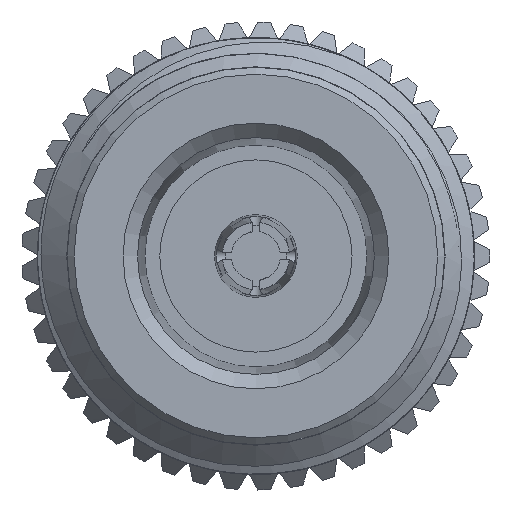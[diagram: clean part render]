
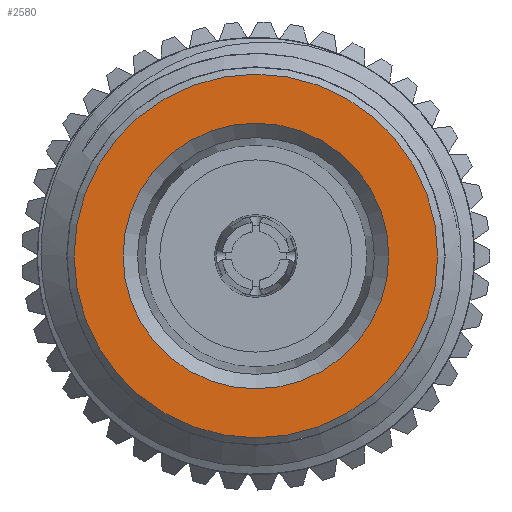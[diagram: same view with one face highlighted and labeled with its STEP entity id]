
A CAD part, left-side view. The second image highlights one B-rep face of the part: STEP entity #2580.
In plain terms, the highlighted planar face has unit normal (-1, 0, 0).
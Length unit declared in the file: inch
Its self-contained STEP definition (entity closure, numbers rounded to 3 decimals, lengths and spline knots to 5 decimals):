
#26 = DIRECTION ( 'NONE',  ( -1., 0., 0. ) ) ;
#135 = EDGE_LOOP ( 'NONE', ( #5036 ) ) ;
#156 = DIRECTION ( 'NONE',  ( 0., 0., 1. ) ) ;
#272 = CARTESIAN_POINT ( 'NONE',  ( 0., 0., 0. ) ) ;
#474 = CIRCLE ( 'NONE', #5328, 0.26 ) ;
#956 = EDGE_CURVE ( 'NONE', #3120, #3120, #474, .T. ) ;
#1270 = CARTESIAN_POINT ( 'NONE',  ( 0., 0., 0.19 ) ) ;
#1656 = DIRECTION ( 'NONE',  ( 0., 0., -1. ) ) ;
#2018 = CARTESIAN_POINT ( 'NONE',  ( 0., 0., 0. ) ) ;
#2220 = ORIENTED_EDGE ( 'NONE', *, *, #956, .F. ) ;
#2580 = ADVANCED_FACE ( 'NONE', ( #5404, #4534 ), #7180, .T. ) ;
#2718 = CARTESIAN_POINT ( 'NONE',  ( 0., 0., 0. ) ) ;
#3120 = VERTEX_POINT ( 'NONE', #6345 ) ;
#3188 = EDGE_CURVE ( 'NONE', #3993, #3993, #8312, .T. ) ;
#3878 = DIRECTION ( 'NONE',  ( 0., 0., 1. ) ) ;
#3993 = VERTEX_POINT ( 'NONE', #1270 ) ;
#4339 = DIRECTION ( 'NONE',  ( 1., 0., 0. ) ) ;
#4534 = FACE_OUTER_BOUND ( 'NONE', #5166, .T. ) ;
#5036 = ORIENTED_EDGE ( 'NONE', *, *, #3188, .T. ) ;
#5166 = EDGE_LOOP ( 'NONE', ( #2220 ) ) ;
#5328 = AXIS2_PLACEMENT_3D ( 'NONE', #272, #4339, #1656 ) ;
#5404 = FACE_BOUND ( 'NONE', #135, .T. ) ;
#6345 = CARTESIAN_POINT ( 'NONE',  ( 0., 0., -0.26 ) ) ;
#6652 = AXIS2_PLACEMENT_3D ( 'NONE', #2018, #26, #3878 ) ;
#7180 = PLANE ( 'NONE',  #6652 ) ;
#7775 = AXIS2_PLACEMENT_3D ( 'NONE', #2718, #7916, #156 ) ;
#7916 = DIRECTION ( 'NONE',  ( 1., 0., 0. ) ) ;
#8312 = CIRCLE ( 'NONE', #7775, 0.19 ) ;
